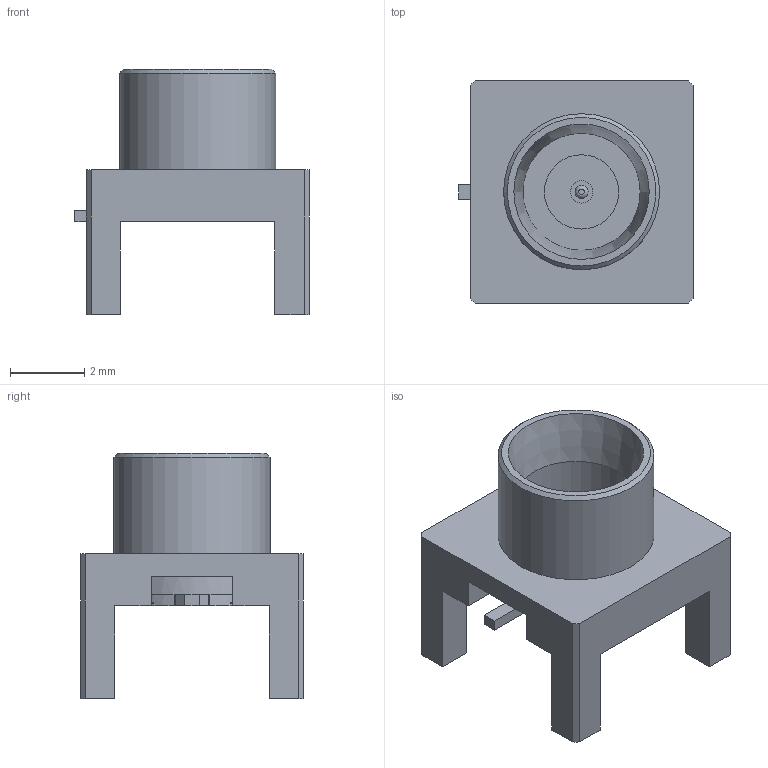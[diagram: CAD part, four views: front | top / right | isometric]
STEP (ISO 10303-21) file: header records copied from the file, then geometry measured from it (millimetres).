
FILE_DESCRIPTION(/* description */ (''),/* implementation_level */ '2;1');
FILE_NAME(/* name */ 'Wurth 60114602122404.step',/* time_stamp */ '2023-09-05T23:24:05+01:00',/* author */ (''),/* organization */ (''),/* preprocessor_version */ 'ST-DEVELOPER v20',/* originating_system */ 'Autodesk Translation Framework v12.9.0.99',/* authorisation */ '');
FILE_SCHEMA (('AUTOMOTIVE_DESIGN { 1 0 10303 214 3 1 1 }'));
Length unit declared in the file: millimetre
Products named in the file (1): Wurth 60114602122404
Bounding box: 6.3 x 6 x 6.6 mm (x, y, z)
Volume: 67.4 mm3; surface area: 224.4 mm2
Topology: 1 solids, 1 shells, 101 faces, 268 edges, 174 vertices
Faces by surface type: plane 72, cylinder 26, cone 2, bspline 1
Full cylindrical faces by diameter (mm): 0.35 x1, 0.6 x1, 2 x1, 3.15 x1, 4.2 x1
Entity records: 3293 total; most frequent: CARTESIAN_POINT 570, DIRECTION 543, ORIENTED_EDGE 536, EDGE_CURVE 268, LINE 195, VECTOR 195, VERTEX_POINT 174, AXIS2_PLACEMENT_3D 174
